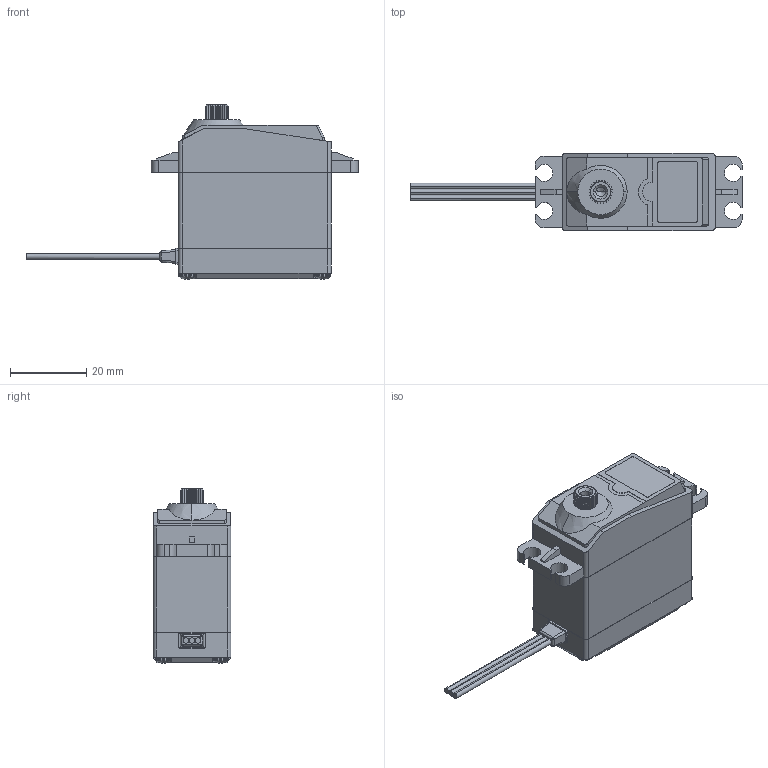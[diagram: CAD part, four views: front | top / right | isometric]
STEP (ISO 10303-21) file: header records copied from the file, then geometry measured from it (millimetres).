
FILE_DESCRIPTION((''),'2;1');
FILE_NAME('SERVO','2023-06-22T10:27:52',('Lenovo'),(''),'CREO PARAMETRIC BY PTC INC, 2022073','CREO PARAMETRIC BY PTC INC, 2022073','');
FILE_SCHEMA(('CONFIG_CONTROL_DESIGN'));
Length unit declared in the file: millimetre
Products named in the file (1): SERVO
Bounding box: 87.25 x 20.4 x 45.91 mm (x, y, z)
Volume: 33464.5 mm3; surface area: 8176.9 mm2
Topology: 5 solids, 14 shells, 617 faces, 1633 edges, 991 vertices
Faces by surface type: plane 216, cylinder 170, bspline 80, cone 57, torus 48, sphere 44, extrusion 2
Entity records: 26438 total; most frequent: CARTESIAN_POINT 12316, ORIENTED_EDGE 3128, DIRECTION 2693, EDGE_CURVE 1579, AXIS2_PLACEMENT_3D 1046, VERTEX_POINT 991, EDGE_LOOP 626, FACE_OUTER_BOUND 617
